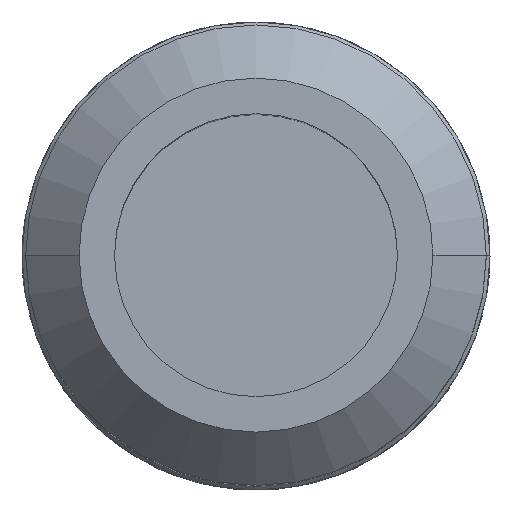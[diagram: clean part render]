
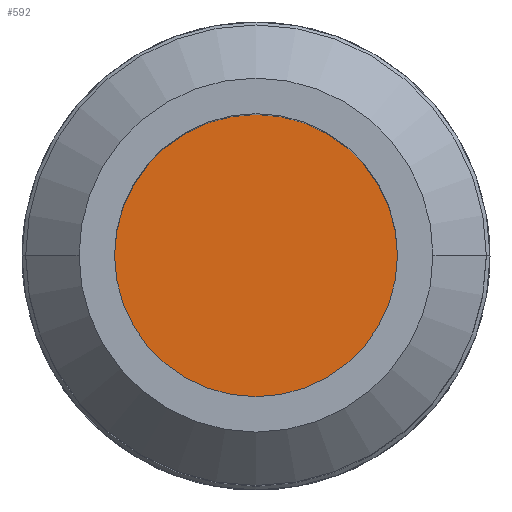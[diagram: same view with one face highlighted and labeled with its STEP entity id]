
A CAD part, top view. The second image highlights one B-rep face of the part: STEP entity #592.
In plain terms, the highlighted planar face has unit normal (0, 0, 1).
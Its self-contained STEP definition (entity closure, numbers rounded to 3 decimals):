
#77 = CARTESIAN_POINT ( 'NONE',  ( 19.05, 0., 25.488 ) ) ;
#85 = CIRCLE ( 'NONE', #1138, 19.05 ) ;
#100 = DIRECTION ( 'NONE',  ( -1., 0., 0. ) ) ;
#122 = FACE_OUTER_BOUND ( 'NONE', #845, .T. ) ;
#219 = ORIENTED_EDGE ( 'NONE', *, *, #698, .F. ) ;
#269 = ORIENTED_EDGE ( 'NONE', *, *, #880, .F. ) ;
#279 = AXIS2_PLACEMENT_3D ( 'NONE', #560, #1523, #100 ) ;
#285 = VERTEX_POINT ( 'NONE', #77 ) ;
#373 = CIRCLE ( 'NONE', #279, 19.05 ) ;
#456 = CARTESIAN_POINT ( 'NONE',  ( 0., 0., 25.488 ) ) ;
#463 = DIRECTION ( 'NONE',  ( -1., 0., 0. ) ) ;
#560 = CARTESIAN_POINT ( 'NONE',  ( 0., 0., 25.488 ) ) ;
#577 = CARTESIAN_POINT ( 'NONE',  ( 0., 0., 25.488 ) ) ;
#592 = ADVANCED_FACE ( 'NONE', ( #122 ), #1169, .F. ) ;
#692 = DIRECTION ( 'NONE',  ( 0., 0., -1. ) ) ;
#698 = EDGE_CURVE ( 'NONE', #285, #1214, #85, .T. ) ;
#817 = DIRECTION ( 'NONE',  ( -1., 0., 0. ) ) ;
#822 = DIRECTION ( 'NONE',  ( 0., 0., -1. ) ) ;
#845 = EDGE_LOOP ( 'NONE', ( #269, #219 ) ) ;
#880 = EDGE_CURVE ( 'NONE', #1214, #285, #373, .T. ) ;
#1037 = AXIS2_PLACEMENT_3D ( 'NONE', #577, #822, #463 ) ;
#1138 = AXIS2_PLACEMENT_3D ( 'NONE', #456, #692, #817 ) ;
#1169 = PLANE ( 'NONE',  #1037 ) ;
#1214 = VERTEX_POINT ( 'NONE', #1322 ) ;
#1322 = CARTESIAN_POINT ( 'NONE',  ( -19.05, 0., 25.488 ) ) ;
#1523 = DIRECTION ( 'NONE',  ( 0., 0., -1. ) ) ;
